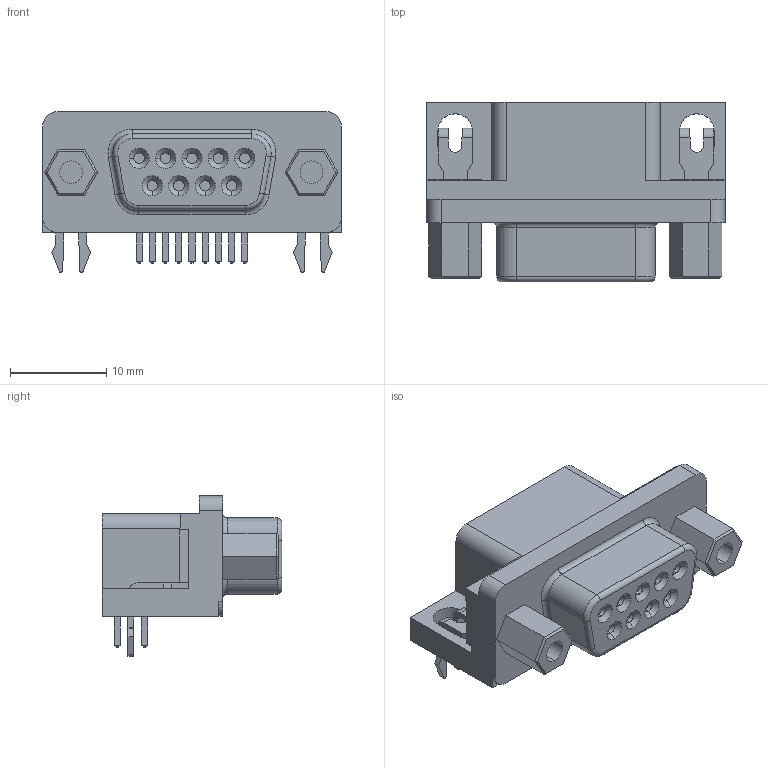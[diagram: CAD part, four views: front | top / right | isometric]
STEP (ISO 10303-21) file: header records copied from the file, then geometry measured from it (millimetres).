
FILE_DESCRIPTION (( 'STEP AP203' ), '1' );
FILE_NAME ('M-6E17C-009SXX-220-REVT1.STEP', '2017-07-31T14:26:28', ( '' ), ( '' ), 'SwSTEP 2.0', 'SolidWorks 2017', '' );
FILE_SCHEMA (( 'CONFIG_CONTROL_DESIGN' ));
Length unit declared in the file: millimetre
Products named in the file (1): M-6E17C-009SXX-220-REVT1
Bounding box: 30.97 x 18.65 x 16.65 mm (x, y, z)
Volume: 4062 mm3; surface area: 2690.8 mm2
Topology: 1 solids, 1 shells, 311 faces, 782 edges, 492 vertices
Faces by surface type: plane 215, cylinder 70, cone 18, torus 8
Entity records: 9453 total; most frequent: CARTESIAN_POINT 1880, ORIENTED_EDGE 1564, DIRECTION 1524, EDGE_CURVE 782, LINE 592, VECTOR 592, VERTEX_POINT 492, AXIS2_PLACEMENT_3D 466
